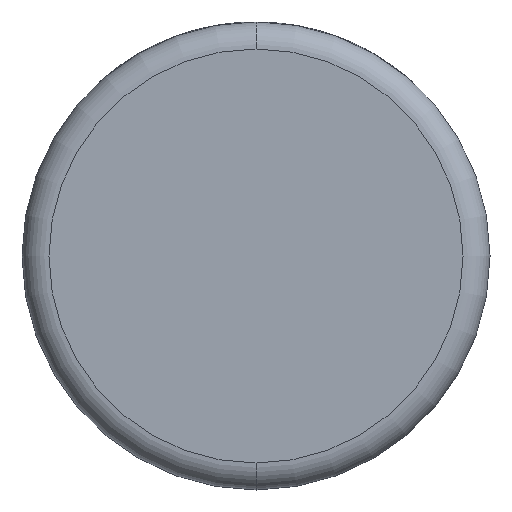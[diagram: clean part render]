
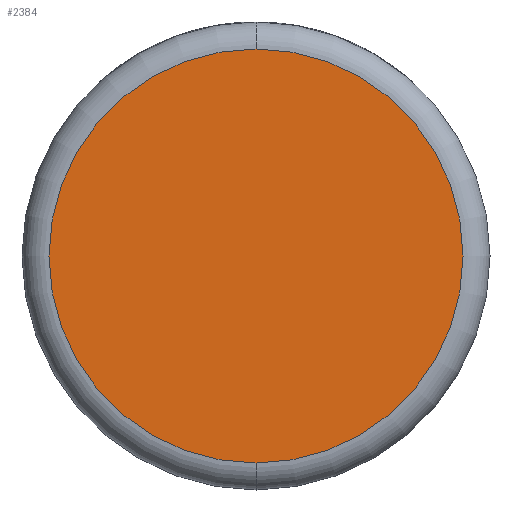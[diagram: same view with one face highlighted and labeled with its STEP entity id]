
A CAD part, front view. The second image highlights one B-rep face of the part: STEP entity #2384.
In plain terms, the highlighted planar face has unit normal (0, -1, 0).
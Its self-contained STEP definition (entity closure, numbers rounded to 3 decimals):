
#337 = DIRECTION ( 'NONE',  ( 0., 0., 1. ) ) ;
#995 = CIRCLE ( 'NONE', #4029, 11.502 ) ;
#1077 = CARTESIAN_POINT ( 'NONE',  ( 0., 0., 0. ) ) ;
#1088 = AXIS2_PLACEMENT_3D ( 'NONE', #1077, #1441, #337 ) ;
#1441 = DIRECTION ( 'NONE',  ( 0., -1., 0. ) ) ;
#1542 = CARTESIAN_POINT ( 'NONE',  ( 0., 0., 0. ) ) ;
#1719 = ORIENTED_EDGE ( 'NONE', *, *, #4598, .T. ) ;
#1742 = EDGE_CURVE ( 'NONE', #3325, #3324, #995, .T. ) ;
#1903 = CARTESIAN_POINT ( 'NONE',  ( 0., 0., 0. ) ) ;
#2256 = DIRECTION ( 'NONE',  ( 0., -1., 0. ) ) ;
#2291 = DIRECTION ( 'NONE',  ( 0., 0., 1. ) ) ;
#2354 = PLANE ( 'NONE',  #4118 ) ;
#2384 = ADVANCED_FACE ( 'NONE', ( #3361 ), #2354, .F. ) ;
#2698 = CARTESIAN_POINT ( 'NONE',  ( 0., 0., -11.502 ) ) ;
#2794 = CIRCLE ( 'NONE', #1088, 11.502 ) ;
#2992 = EDGE_LOOP ( 'NONE', ( #4556, #1719 ) ) ;
#3030 = CARTESIAN_POINT ( 'NONE',  ( 0., 0., 11.502 ) ) ;
#3324 = VERTEX_POINT ( 'NONE', #2698 ) ;
#3325 = VERTEX_POINT ( 'NONE', #3030 ) ;
#3361 = FACE_OUTER_BOUND ( 'NONE', #2992, .T. ) ;
#3781 = DIRECTION ( 'NONE',  ( 0., 1., 0. ) ) ;
#4029 = AXIS2_PLACEMENT_3D ( 'NONE', #1903, #2256, #2291 ) ;
#4118 = AXIS2_PLACEMENT_3D ( 'NONE', #1542, #3781, #4129 ) ;
#4129 = DIRECTION ( 'NONE',  ( 0., 0., 1. ) ) ;
#4556 = ORIENTED_EDGE ( 'NONE', *, *, #1742, .T. ) ;
#4598 = EDGE_CURVE ( 'NONE', #3324, #3325, #2794, .T. ) ;
